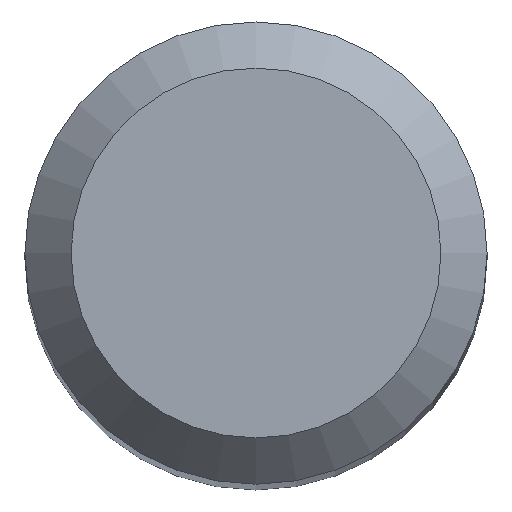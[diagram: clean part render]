
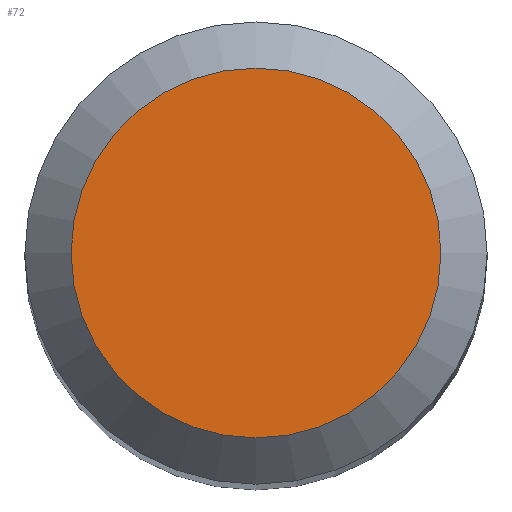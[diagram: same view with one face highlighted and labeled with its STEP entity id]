
A CAD part, top view. The second image highlights one B-rep face of the part: STEP entity #72.
In plain terms, the highlighted planar face has unit normal (0, 0, 1).
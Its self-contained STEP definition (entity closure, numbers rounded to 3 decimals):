
#48 = AXIS2_PLACEMENT_3D ( 'NONE', #83, #185, #299 ) ;
#71 = VERTEX_POINT ( 'NONE', #218 ) ;
#72 = ADVANCED_FACE ( 'NONE', ( #137 ), #86, .F. ) ;
#83 = CARTESIAN_POINT ( 'NONE',  ( 0., 0., 38. ) ) ;
#86 = PLANE ( 'NONE',  #48 ) ;
#137 = FACE_OUTER_BOUND ( 'NONE', #302, .T. ) ;
#142 = CIRCLE ( 'NONE', #284, 1.2 ) ;
#171 = DIRECTION ( 'NONE',  ( 0., 1., 0. ) ) ;
#185 = DIRECTION ( 'NONE',  ( 0., 0., -1. ) ) ;
#187 = EDGE_CURVE ( 'NONE', #71, #71, #142, .T. ) ;
#218 = CARTESIAN_POINT ( 'NONE',  ( 0., 1.2, 38. ) ) ;
#240 = CARTESIAN_POINT ( 'NONE',  ( 0., 0., 38. ) ) ;
#280 = DIRECTION ( 'NONE',  ( 0., 0., -1. ) ) ;
#284 = AXIS2_PLACEMENT_3D ( 'NONE', #240, #280, #171 ) ;
#289 = ORIENTED_EDGE ( 'NONE', *, *, #187, .F. ) ;
#299 = DIRECTION ( 'NONE',  ( 0., 1., 0. ) ) ;
#302 = EDGE_LOOP ( 'NONE', ( #289 ) ) ;
